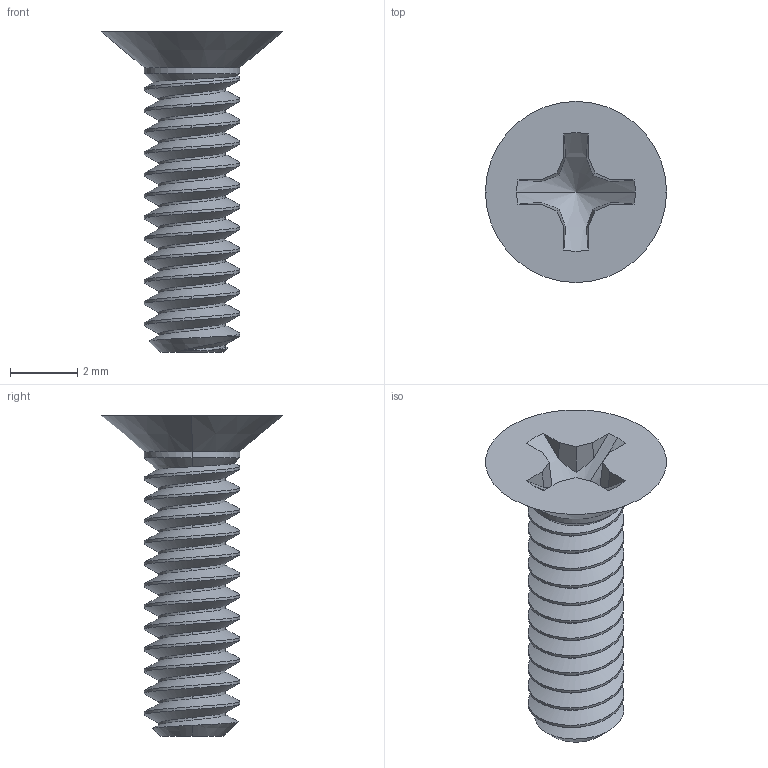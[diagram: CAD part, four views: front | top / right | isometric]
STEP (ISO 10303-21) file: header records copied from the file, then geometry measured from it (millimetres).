
FILE_DESCRIPTION (( 'STEP AP203' ), '1' );
FILE_NAME ('91771A936_18-8 STAINLESS STEEL PHILLIPS FLAT HEAD SCREW.STEP', '2021-01-11T15:38:40', ( 'Administrator' ), ( 'Managed by Terraform' ), 'SwSTEP 2.0', 'SolidWorks 2017', '' );
FILE_SCHEMA (( 'CONFIG_CONTROL_DESIGN' ));
Length unit declared in the file: inch
Products named in the file (1): 91771A936_18-8 STAINLESS STEEL PHILLIPS FLAT HEAD SCREW
Bounding box: 5.38 x 5.38 x 9.53 mm (x, y, z)
Volume: 50.9 mm3; surface area: 166.1 mm2
Topology: 1 solids, 1 shells, 95 faces, 273 edges, 179 vertices
Faces by surface type: cylinder 65, plane 18, cone 10, bspline 2
Entity records: 4376 total; most frequent: CARTESIAN_POINT 2235, ORIENTED_EDGE 542, DIRECTION 327, EDGE_CURVE 271, VERTEX_POINT 179, AXIS2_PLACEMENT_3D 113, VECTOR 101, LINE 101
